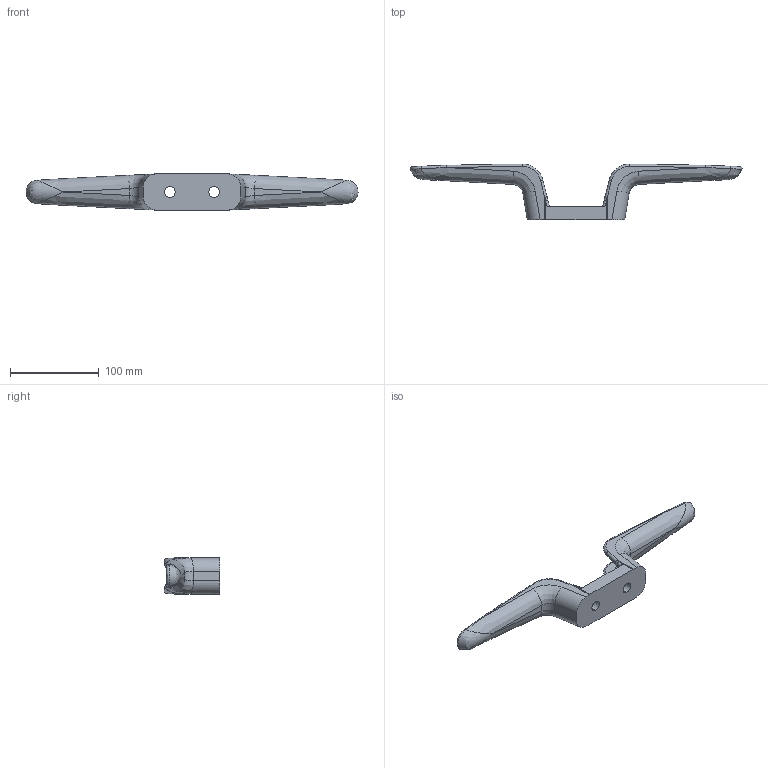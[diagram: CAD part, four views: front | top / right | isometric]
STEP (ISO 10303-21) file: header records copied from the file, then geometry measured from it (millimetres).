
FILE_DESCRIPTION (( 'STEP AP203' ), '1' );
FILE_NAME ('T41902.STEP', '2018-07-23T15:33:51', ( '' ), ( '' ), 'SwSTEP 2.0', 'SolidWorks 2016', '' );
FILE_SCHEMA (( 'CONFIG_CONTROL_DESIGN' ));
Length unit declared in the file: millimetre
Products named in the file (1): T41902
Bounding box: 374.95 x 63 x 41.5 mm (x, y, z)
Volume: 166103.6 mm3; surface area: 50887.2 mm2
Topology: 1 solids, 1 shells, 130 faces, 320 edges, 188 vertices
Faces by surface type: bspline 56, cylinder 50, plane 24
Entity records: 18155 total; most frequent: CARTESIAN_POINT 15561, ORIENTED_EDGE 632, DIRECTION 418, EDGE_CURVE 316, VERTEX_POINT 188, AXIS2_PLACEMENT_3D 155, EDGE_LOOP 134, ADVANCED_FACE 130
